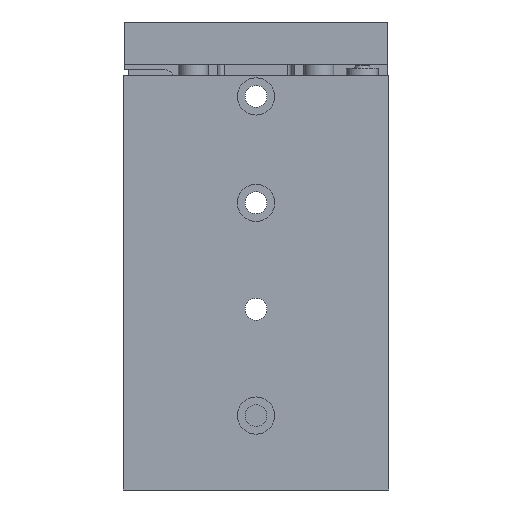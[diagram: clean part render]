
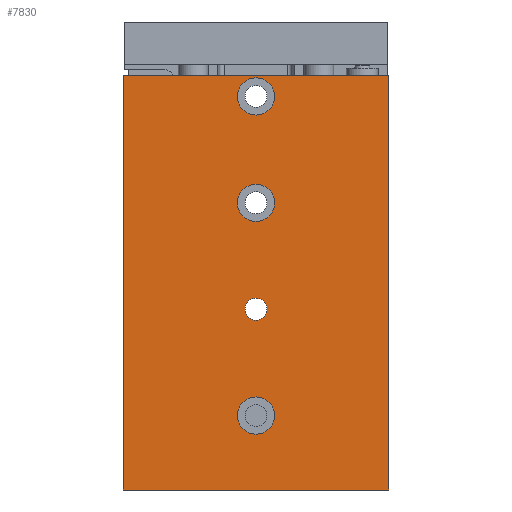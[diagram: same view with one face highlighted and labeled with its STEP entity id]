
A CAD part, front view. The second image highlights one B-rep face of the part: STEP entity #7830.
In plain terms, the highlighted planar face has unit normal (0, -1, 0).
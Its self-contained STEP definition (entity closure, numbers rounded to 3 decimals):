
#87=LINE('',#11440,#537);
#121=LINE('',#11516,#571);
#143=LINE('',#11608,#593);
#144=LINE('',#11618,#594);
#537=VECTOR('',#9196,1000.);
#571=VECTOR('',#9248,1000.);
#593=VECTOR('',#9318,1000.);
#594=VECTOR('',#9329,1000.);
#984=PLANE('',#8305);
#1275=ORIENTED_EDGE('',*,*,#3106,.F.);
#1276=ORIENTED_EDGE('',*,*,#3107,.F.);
#1277=ORIENTED_EDGE('',*,*,#3108,.F.);
#1278=ORIENTED_EDGE('',*,*,#3109,.F.);
#1279=ORIENTED_EDGE('',*,*,#3025,.F.);
#1280=ORIENTED_EDGE('',*,*,#3105,.F.);
#1281=ORIENTED_EDGE('',*,*,#3063,.T.);
#1282=ORIENTED_EDGE('',*,*,#3110,.T.);
#3025=EDGE_CURVE('',#3947,#3948,#87,.T.);
#3063=EDGE_CURVE('',#3981,#3980,#121,.T.);
#3105=EDGE_CURVE('',#3981,#3947,#143,.T.);
#3106=EDGE_CURVE('',#4017,#4017,#4627,.T.);
#3107=EDGE_CURVE('',#4018,#4018,#4628,.T.);
#3108=EDGE_CURVE('',#4019,#4019,#4629,.T.);
#3109=EDGE_CURVE('',#4020,#4020,#4630,.T.);
#3110=EDGE_CURVE('',#3980,#3948,#144,.T.);
#3947=VERTEX_POINT('',#11439);
#3948=VERTEX_POINT('',#11441);
#3980=VERTEX_POINT('',#11515);
#3981=VERTEX_POINT('',#11517);
#4017=VERTEX_POINT('',#11611);
#4018=VERTEX_POINT('',#11613);
#4019=VERTEX_POINT('',#11615);
#4020=VERTEX_POINT('',#11617);
#4627=CIRCLE('',#8306,2.067);
#4628=CIRCLE('',#8307,3.5);
#4629=CIRCLE('',#8308,3.5);
#4630=CIRCLE('',#8309,3.5);
#5069=EDGE_LOOP('',(#1275));
#5070=EDGE_LOOP('',(#1276));
#5071=EDGE_LOOP('',(#1277));
#5072=EDGE_LOOP('',(#1278));
#5073=EDGE_LOOP('',(#1279,#1280,#1281,#1282));
#5687=FACE_BOUND('',#5069,.T.);
#5688=FACE_BOUND('',#5070,.T.);
#5689=FACE_BOUND('',#5071,.T.);
#5690=FACE_BOUND('',#5072,.T.);
#5691=FACE_BOUND('',#5073,.T.);
#7830=ADVANCED_FACE('',(#5687,#5688,#5689,#5690,#5691),#984,.T.);
#8305=AXIS2_PLACEMENT_3D('',#11609,#9319,#9320);
#8306=AXIS2_PLACEMENT_3D('',#11610,#9321,#9322);
#8307=AXIS2_PLACEMENT_3D('',#11612,#9323,#9324);
#8308=AXIS2_PLACEMENT_3D('',#11614,#9325,#9326);
#8309=AXIS2_PLACEMENT_3D('',#11616,#9327,#9328);
#9196=DIRECTION('',(1.,0.,0.));
#9248=DIRECTION('',(1.,0.,0.));
#9318=DIRECTION('',(0.,0.,1.));
#9319=DIRECTION('',(0.,-1.,0.));
#9320=DIRECTION('',(0.,0.,-1.));
#9321=DIRECTION('',(0.,-1.,0.));
#9322=DIRECTION('',(0.,0.,-1.));
#9323=DIRECTION('',(0.,-1.,0.));
#9324=DIRECTION('',(0.,0.,-1.));
#9325=DIRECTION('',(0.,-1.,0.));
#9326=DIRECTION('',(0.,0.,-1.));
#9327=DIRECTION('',(0.,-1.,0.));
#9328=DIRECTION('',(0.,0.,-1.));
#9329=DIRECTION('',(0.,0.,1.));
#11439=CARTESIAN_POINT('',(-25.,0.,0.));
#11440=CARTESIAN_POINT('',(-25.,0.,0.));
#11441=CARTESIAN_POINT('',(25.,0.,0.));
#11515=CARTESIAN_POINT('',(25.,0.,-78.));
#11516=CARTESIAN_POINT('',(-25.,0.,-78.));
#11517=CARTESIAN_POINT('',(-25.,0.,-78.));
#11608=CARTESIAN_POINT('',(-25.,0.,-78.));
#11609=CARTESIAN_POINT('',(-25.,0.,-78.));
#11610=CARTESIAN_POINT('',(0.,0.,-44.));
#11611=CARTESIAN_POINT('',(0.,0.,-46.067));
#11612=CARTESIAN_POINT('',(0.,0.,-24.));
#11613=CARTESIAN_POINT('',(0.,0.,-27.5));
#11614=CARTESIAN_POINT('',(0.,0.,-64.));
#11615=CARTESIAN_POINT('',(0.,0.,-67.5));
#11616=CARTESIAN_POINT('',(0.,0.,-4.));
#11617=CARTESIAN_POINT('',(0.,0.,-7.5));
#11618=CARTESIAN_POINT('',(25.,0.,-78.));
